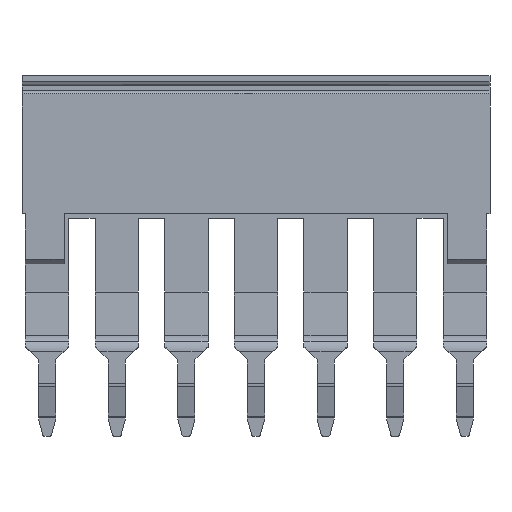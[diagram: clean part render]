
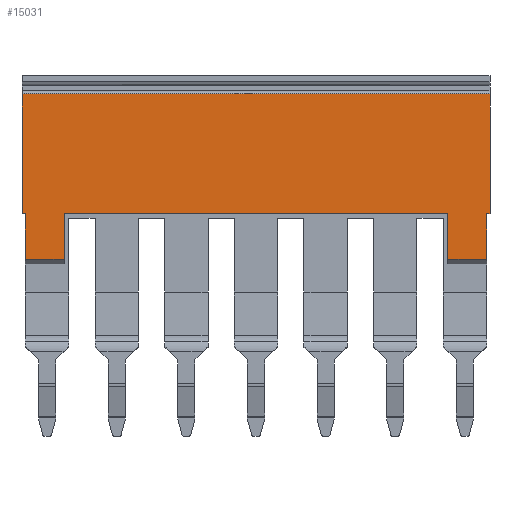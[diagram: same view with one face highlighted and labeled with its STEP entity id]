
A CAD part, front view. The second image highlights one B-rep face of the part: STEP entity #15031.
In plain terms, the highlighted planar face has unit normal (0, -1, 0).
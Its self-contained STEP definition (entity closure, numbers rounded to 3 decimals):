
#14975=AXIS2_PLACEMENT_3D('Plane Axis2P3D',#14972,#14973,#14974) ;
#14672=CARTESIAN_POINT('Vertex',(3.7,0.4,19.5)) ;
#14675=CARTESIAN_POINT('Line Origine',(3.7,0.4,17.5)) ;
#14679=CARTESIAN_POINT('Vertex',(3.7,0.4,15.5)) ;
#14701=CARTESIAN_POINT('Line Origine',(0.15,0.4,19.5)) ;
#14705=CARTESIAN_POINT('Vertex',(0.,0.4,19.5)) ;
#14707=CARTESIAN_POINT('Vertex',(0.3,0.4,19.5)) ;
#14750=CARTESIAN_POINT('Vertex',(0.3,0.4,15.5)) ;
#14753=CARTESIAN_POINT('Line Origine',(0.3,0.4,17.5)) ;
#14772=CARTESIAN_POINT('Line Origine',(29.65,0.4,15.5)) ;
#14790=CARTESIAN_POINT('Control Point',(0.,0.4,30.)) ;
#14791=CARTESIAN_POINT('Control Point',(0.,0.4,27.375)) ;
#14792=CARTESIAN_POINT('Control Point',(0.,0.4,24.75)) ;
#14793=CARTESIAN_POINT('Control Point',(0.,0.4,22.125)) ;
#14794=CARTESIAN_POINT('Control Point',(0.,0.4,19.5)) ;
#14795=CARTESIAN_POINT('Vertex',(0.,0.4,30.)) ;
#14950=CARTESIAN_POINT('Vertex',(41.,0.4,30.)) ;
#14960=CARTESIAN_POINT('Line Origine',(20.5,0.4,30.)) ;
#14972=CARTESIAN_POINT('Axis2P3D Location',(57.1,0.4,19.5)) ;
#14977=CARTESIAN_POINT('Line Origine',(20.5,0.4,19.5)) ;
#14981=CARTESIAN_POINT('Vertex',(37.3,0.4,19.5)) ;
#14984=CARTESIAN_POINT('Line Origine',(37.3,0.4,17.5)) ;
#14988=CARTESIAN_POINT('Vertex',(37.3,0.4,15.5)) ;
#14991=CARTESIAN_POINT('Line Origine',(39.,0.4,15.5)) ;
#14995=CARTESIAN_POINT('Vertex',(40.7,0.4,15.5)) ;
#14998=CARTESIAN_POINT('Line Origine',(40.7,0.4,17.5)) ;
#15002=CARTESIAN_POINT('Vertex',(40.7,0.4,19.5)) ;
#15005=CARTESIAN_POINT('Line Origine',(40.85,0.4,19.5)) ;
#15009=CARTESIAN_POINT('Vertex',(41.,0.4,19.5)) ;
#15012=CARTESIAN_POINT('Line Origine',(41.,0.4,24.75)) ;
#14676=DIRECTION('Vector Direction',(0.,0.,1.)) ;
#14702=DIRECTION('Vector Direction',(1.,0.,0.)) ;
#14754=DIRECTION('Vector Direction',(0.,0.,-1.)) ;
#14773=DIRECTION('Vector Direction',(-1.,0.,0.)) ;
#14961=DIRECTION('Vector Direction',(-1.,0.,0.)) ;
#14973=DIRECTION('Axis2P3D Direction',(0.,-1.,0.)) ;
#14974=DIRECTION('Axis2P3D XDirection',(0.,0.,1.)) ;
#14978=DIRECTION('Vector Direction',(1.,0.,0.)) ;
#14985=DIRECTION('Vector Direction',(0.,0.,1.)) ;
#14992=DIRECTION('Vector Direction',(1.,0.,0.)) ;
#14999=DIRECTION('Vector Direction',(0.,0.,-1.)) ;
#15006=DIRECTION('Vector Direction',(-1.,0.,0.)) ;
#15013=DIRECTION('Vector Direction',(0.,0.,-1.)) ;
#14677=VECTOR('Line Direction',#14676,1.) ;
#14703=VECTOR('Line Direction',#14702,1.) ;
#14755=VECTOR('Line Direction',#14754,1.) ;
#14774=VECTOR('Line Direction',#14773,1.) ;
#14962=VECTOR('Line Direction',#14961,1.) ;
#14979=VECTOR('Line Direction',#14978,1.) ;
#14986=VECTOR('Line Direction',#14985,1.) ;
#14993=VECTOR('Line Direction',#14992,1.) ;
#15000=VECTOR('Line Direction',#14999,1.) ;
#15007=VECTOR('Line Direction',#15006,1.) ;
#15014=VECTOR('Line Direction',#15013,1.) ;
#15018=ORIENTED_EDGE('',*,*,#14964,.F.) ;
#15019=ORIENTED_EDGE('',*,*,#14797,.F.) ;
#15020=ORIENTED_EDGE('',*,*,#14709,.T.) ;
#15021=ORIENTED_EDGE('',*,*,#14757,.T.) ;
#15022=ORIENTED_EDGE('',*,*,#14776,.T.) ;
#15023=ORIENTED_EDGE('',*,*,#14681,.T.) ;
#15024=ORIENTED_EDGE('',*,*,#14983,.F.) ;
#15025=ORIENTED_EDGE('',*,*,#14990,.F.) ;
#15026=ORIENTED_EDGE('',*,*,#14997,.F.) ;
#15027=ORIENTED_EDGE('',*,*,#15004,.F.) ;
#15028=ORIENTED_EDGE('',*,*,#15011,.F.) ;
#15029=ORIENTED_EDGE('',*,*,#15016,.T.) ;
#15031=ADVANCED_FACE('Kunststoff',(#15030),#14976,.T.) ;
#14789=B_SPLINE_CURVE_WITH_KNOTS('',4,(#14790,#14791,#14792,#14793,#14794),.UNSPECIFIED.,.F.,.U.,(5,5),(0.,10.5),.UNSPECIFIED.) ;
#14681=EDGE_CURVE('',#14680,#14673,#14678,.T.) ;
#14709=EDGE_CURVE('',#14706,#14708,#14704,.T.) ;
#14757=EDGE_CURVE('',#14708,#14751,#14756,.T.) ;
#14776=EDGE_CURVE('',#14751,#14680,#14775,.F.) ;
#14797=EDGE_CURVE('',#14706,#14796,#14789,.F.) ;
#14964=EDGE_CURVE('',#14796,#14951,#14963,.F.) ;
#14983=EDGE_CURVE('',#14982,#14673,#14980,.F.) ;
#14990=EDGE_CURVE('',#14989,#14982,#14987,.T.) ;
#14997=EDGE_CURVE('',#14996,#14989,#14994,.F.) ;
#15004=EDGE_CURVE('',#15003,#14996,#15001,.T.) ;
#15011=EDGE_CURVE('',#15010,#15003,#15008,.T.) ;
#15016=EDGE_CURVE('',#15010,#14951,#15015,.F.) ;
#15017=EDGE_LOOP('',(#15018,#15019,#15020,#15021,#15022,#15023,#15024,#15025,#15026,#15027,#15028,#15029)) ;
#15030=FACE_OUTER_BOUND('',#15017,.T.) ;
#14678=LINE('Line',#14675,#14677) ;
#14704=LINE('Line',#14701,#14703) ;
#14756=LINE('Line',#14753,#14755) ;
#14775=LINE('Line',#14772,#14774) ;
#14963=LINE('Line',#14960,#14962) ;
#14980=LINE('Line',#14977,#14979) ;
#14987=LINE('Line',#14984,#14986) ;
#14994=LINE('Line',#14991,#14993) ;
#15001=LINE('Line',#14998,#15000) ;
#15008=LINE('Line',#15005,#15007) ;
#15015=LINE('Line',#15012,#15014) ;
#14976=PLANE('',#14975) ;
#14673=VERTEX_POINT('',#14672) ;
#14680=VERTEX_POINT('',#14679) ;
#14706=VERTEX_POINT('',#14705) ;
#14708=VERTEX_POINT('',#14707) ;
#14751=VERTEX_POINT('',#14750) ;
#14796=VERTEX_POINT('',#14795) ;
#14951=VERTEX_POINT('',#14950) ;
#14982=VERTEX_POINT('',#14981) ;
#14989=VERTEX_POINT('',#14988) ;
#14996=VERTEX_POINT('',#14995) ;
#15003=VERTEX_POINT('',#15002) ;
#15010=VERTEX_POINT('',#15009) ;
